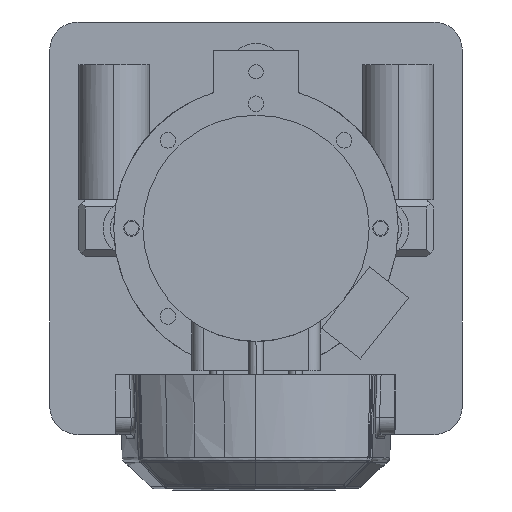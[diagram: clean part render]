
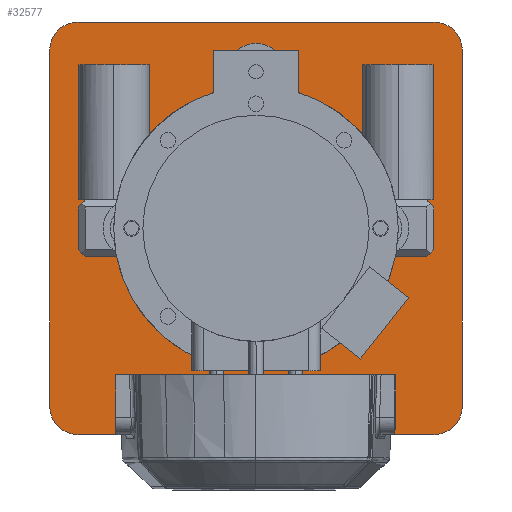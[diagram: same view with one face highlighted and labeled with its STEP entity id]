
A CAD part, left-side view. The second image highlights one B-rep face of the part: STEP entity #32577.
In plain terms, the highlighted planar face has unit normal (-1, 0, 0).
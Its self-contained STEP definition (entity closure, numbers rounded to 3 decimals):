
#32160=CARTESIAN_POINT('Vertex',(204.5,20.,110.)) ;
#32163=CARTESIAN_POINT('Axis2P3D Location',(204.5,0.,110.)) ;
#32167=CARTESIAN_POINT('Vertex',(204.5,-20.,110.)) ;
#32182=CARTESIAN_POINT('Axis2P3D Location',(204.5,0.,110.)) ;
#32203=CARTESIAN_POINT('Vertex',(204.5,120.,-20.)) ;
#32206=CARTESIAN_POINT('Line Origine',(204.5,96.142,-20.)) ;
#32210=CARTESIAN_POINT('Vertex',(204.5,72.284,-20.)) ;
#32230=CARTESIAN_POINT('Axis2P3D Location',(204.5,0.,0.)) ;
#32234=CARTESIAN_POINT('Vertex',(204.5,-72.284,-20.)) ;
#32249=CARTESIAN_POINT('Line Origine',(204.5,-96.142,-20.)) ;
#32253=CARTESIAN_POINT('Vertex',(204.5,-120.,-20.)) ;
#32273=CARTESIAN_POINT('Line Origine',(204.5,-122.5,-17.5)) ;
#32277=CARTESIAN_POINT('Vertex',(204.5,-125.,-15.)) ;
#32298=CARTESIAN_POINT('Line Origine',(204.5,-125.,0.)) ;
#32302=CARTESIAN_POINT('Vertex',(204.5,-125.,15.)) ;
#32322=CARTESIAN_POINT('Line Origine',(204.5,-122.5,17.5)) ;
#32326=CARTESIAN_POINT('Vertex',(204.5,-120.,20.)) ;
#32349=CARTESIAN_POINT('Line Origine',(204.5,-96.142,20.)) ;
#32353=CARTESIAN_POINT('Vertex',(204.5,-72.284,20.)) ;
#32372=CARTESIAN_POINT('Axis2P3D Location',(204.5,0.,0.)) ;
#32376=CARTESIAN_POINT('Vertex',(204.5,72.284,20.)) ;
#32396=CARTESIAN_POINT('Line Origine',(204.5,96.142,20.)) ;
#32400=CARTESIAN_POINT('Vertex',(204.5,120.,20.)) ;
#32424=CARTESIAN_POINT('Line Origine',(204.5,122.5,17.5)) ;
#32428=CARTESIAN_POINT('Vertex',(204.5,125.,15.)) ;
#32451=CARTESIAN_POINT('Line Origine',(204.5,125.,0.)) ;
#32455=CARTESIAN_POINT('Vertex',(204.5,125.,-15.)) ;
#32475=CARTESIAN_POINT('Line Origine',(204.5,122.5,-17.5)) ;
#32488=CARTESIAN_POINT('Axis2P3D Location',(204.5,0.,0.)) ;
#32493=CARTESIAN_POINT('Line Origine',(204.5,145.,0.)) ;
#32497=CARTESIAN_POINT('Vertex',(204.5,145.,125.)) ;
#32499=CARTESIAN_POINT('Vertex',(204.5,145.,-125.)) ;
#32502=CARTESIAN_POINT('Axis2P3D Location',(204.5,125.,-125.)) ;
#32506=CARTESIAN_POINT('Vertex',(204.5,125.,-145.)) ;
#32509=CARTESIAN_POINT('Line Origine',(204.5,0.,-145.)) ;
#32513=CARTESIAN_POINT('Vertex',(204.5,-125.,-145.)) ;
#32516=CARTESIAN_POINT('Axis2P3D Location',(204.5,-125.,-125.)) ;
#32520=CARTESIAN_POINT('Vertex',(204.5,-145.,-125.)) ;
#32523=CARTESIAN_POINT('Line Origine',(204.5,-145.,0.)) ;
#32527=CARTESIAN_POINT('Vertex',(204.5,-145.,125.)) ;
#32530=CARTESIAN_POINT('Axis2P3D Location',(204.5,-125.,125.)) ;
#32534=CARTESIAN_POINT('Vertex',(204.5,-125.,145.)) ;
#32537=CARTESIAN_POINT('Line Origine',(204.5,0.,145.)) ;
#32541=CARTESIAN_POINT('Vertex',(204.5,125.,145.)) ;
#32544=CARTESIAN_POINT('Axis2P3D Location',(204.5,125.,125.)) ;
#32164=DIRECTION('Axis2P3D Direction',(-1.,0.,0.)) ;
#32183=DIRECTION('Axis2P3D Direction',(-1.,0.,0.)) ;
#32207=DIRECTION('Vector Direction',(0.,1.,0.)) ;
#32231=DIRECTION('Axis2P3D Direction',(-1.,0.,0.)) ;
#32250=DIRECTION('Vector Direction',(0.,1.,0.)) ;
#32274=DIRECTION('Vector Direction',(0.,-0.707,0.707)) ;
#32299=DIRECTION('Vector Direction',(0.,0.,1.)) ;
#32323=DIRECTION('Vector Direction',(0.,-0.707,-0.707)) ;
#32350=DIRECTION('Vector Direction',(0.,-1.,0.)) ;
#32373=DIRECTION('Axis2P3D Direction',(-1.,0.,0.)) ;
#32397=DIRECTION('Vector Direction',(0.,-1.,0.)) ;
#32425=DIRECTION('Vector Direction',(0.,-0.707,0.707)) ;
#32452=DIRECTION('Vector Direction',(0.,0.,-1.)) ;
#32476=DIRECTION('Vector Direction',(0.,-0.707,-0.707)) ;
#32489=DIRECTION('Axis2P3D Direction',(-1.,0.,0.)) ;
#32490=DIRECTION('Axis2P3D XDirection',(0.,-1.,0.)) ;
#32494=DIRECTION('Vector Direction',(0.,0.,-1.)) ;
#32503=DIRECTION('Axis2P3D Direction',(-1.,0.,0.)) ;
#32510=DIRECTION('Vector Direction',(0.,1.,0.)) ;
#32517=DIRECTION('Axis2P3D Direction',(-1.,0.,0.)) ;
#32524=DIRECTION('Vector Direction',(0.,0.,1.)) ;
#32531=DIRECTION('Axis2P3D Direction',(-1.,0.,0.)) ;
#32538=DIRECTION('Vector Direction',(0.,-1.,0.)) ;
#32545=DIRECTION('Axis2P3D Direction',(-1.,0.,0.)) ;
#32165=AXIS2_PLACEMENT_3D('Circle Axis2P3D',#32163,#32164,$) ;
#32184=AXIS2_PLACEMENT_3D('Circle Axis2P3D',#32182,#32183,$) ;
#32232=AXIS2_PLACEMENT_3D('Circle Axis2P3D',#32230,#32231,$) ;
#32374=AXIS2_PLACEMENT_3D('Circle Axis2P3D',#32372,#32373,$) ;
#32491=AXIS2_PLACEMENT_3D('Plane Axis2P3D',#32488,#32489,#32490) ;
#32504=AXIS2_PLACEMENT_3D('Circle Axis2P3D',#32502,#32503,$) ;
#32518=AXIS2_PLACEMENT_3D('Circle Axis2P3D',#32516,#32517,$) ;
#32532=AXIS2_PLACEMENT_3D('Circle Axis2P3D',#32530,#32531,$) ;
#32546=AXIS2_PLACEMENT_3D('Circle Axis2P3D',#32544,#32545,$) ;
#32550=ORIENTED_EDGE('',*,*,#32501,.T.) ;
#32551=ORIENTED_EDGE('',*,*,#32508,.F.) ;
#32552=ORIENTED_EDGE('',*,*,#32515,.T.) ;
#32553=ORIENTED_EDGE('',*,*,#32522,.F.) ;
#32554=ORIENTED_EDGE('',*,*,#32529,.T.) ;
#32555=ORIENTED_EDGE('',*,*,#32536,.F.) ;
#32556=ORIENTED_EDGE('',*,*,#32543,.T.) ;
#32557=ORIENTED_EDGE('',*,*,#32548,.F.) ;
#32560=ORIENTED_EDGE('',*,*,#32479,.F.) ;
#32561=ORIENTED_EDGE('',*,*,#32457,.F.) ;
#32562=ORIENTED_EDGE('',*,*,#32430,.F.) ;
#32563=ORIENTED_EDGE('',*,*,#32402,.F.) ;
#32564=ORIENTED_EDGE('',*,*,#32378,.F.) ;
#32565=ORIENTED_EDGE('',*,*,#32355,.F.) ;
#32566=ORIENTED_EDGE('',*,*,#32328,.F.) ;
#32567=ORIENTED_EDGE('',*,*,#32304,.F.) ;
#32568=ORIENTED_EDGE('',*,*,#32279,.F.) ;
#32569=ORIENTED_EDGE('',*,*,#32255,.F.) ;
#32570=ORIENTED_EDGE('',*,*,#32236,.F.) ;
#32571=ORIENTED_EDGE('',*,*,#32212,.F.) ;
#32574=ORIENTED_EDGE('',*,*,#32186,.F.) ;
#32575=ORIENTED_EDGE('',*,*,#32169,.F.) ;
#32572=FACE_BOUND('',#32559,.T.) ;
#32576=FACE_BOUND('',#32573,.T.) ;
#32208=VECTOR('Line Direction',#32207,1.) ;
#32251=VECTOR('Line Direction',#32250,1.) ;
#32275=VECTOR('Line Direction',#32274,1.) ;
#32300=VECTOR('Line Direction',#32299,1.) ;
#32324=VECTOR('Line Direction',#32323,1.) ;
#32351=VECTOR('Line Direction',#32350,1.) ;
#32398=VECTOR('Line Direction',#32397,1.) ;
#32426=VECTOR('Line Direction',#32425,1.) ;
#32453=VECTOR('Line Direction',#32452,1.) ;
#32477=VECTOR('Line Direction',#32476,1.) ;
#32495=VECTOR('Line Direction',#32494,1.) ;
#32511=VECTOR('Line Direction',#32510,1.) ;
#32525=VECTOR('Line Direction',#32524,1.) ;
#32539=VECTOR('Line Direction',#32538,1.) ;
#32577=ADVANCED_FACE('Part1.1.1\\PartBody',(#32558,#32572,#32576),#32492,.T.) ;
#32166=CIRCLE('generated circle',#32165,20.) ;
#32185=CIRCLE('generated circle',#32184,20.) ;
#32233=CIRCLE('generated circle',#32232,75.) ;
#32375=CIRCLE('generated circle',#32374,75.) ;
#32505=CIRCLE('generated circle',#32504,20.) ;
#32519=CIRCLE('generated circle',#32518,20.) ;
#32533=CIRCLE('generated circle',#32532,20.) ;
#32547=CIRCLE('generated circle',#32546,20.) ;
#32169=EDGE_CURVE('',#32161,#32168,#32166,.T.) ;
#32186=EDGE_CURVE('',#32168,#32161,#32185,.T.) ;
#32212=EDGE_CURVE('',#32204,#32211,#32209,.F.) ;
#32236=EDGE_CURVE('',#32211,#32235,#32233,.T.) ;
#32255=EDGE_CURVE('',#32235,#32254,#32252,.F.) ;
#32279=EDGE_CURVE('',#32254,#32278,#32276,.T.) ;
#32304=EDGE_CURVE('',#32278,#32303,#32301,.T.) ;
#32328=EDGE_CURVE('',#32303,#32327,#32325,.F.) ;
#32355=EDGE_CURVE('',#32327,#32354,#32352,.F.) ;
#32378=EDGE_CURVE('',#32354,#32377,#32375,.T.) ;
#32402=EDGE_CURVE('',#32377,#32401,#32399,.F.) ;
#32430=EDGE_CURVE('',#32401,#32429,#32427,.F.) ;
#32457=EDGE_CURVE('',#32429,#32456,#32454,.T.) ;
#32479=EDGE_CURVE('',#32456,#32204,#32478,.T.) ;
#32501=EDGE_CURVE('',#32498,#32500,#32496,.T.) ;
#32508=EDGE_CURVE('',#32507,#32500,#32505,.F.) ;
#32515=EDGE_CURVE('',#32507,#32514,#32512,.F.) ;
#32522=EDGE_CURVE('',#32521,#32514,#32519,.F.) ;
#32529=EDGE_CURVE('',#32521,#32528,#32526,.T.) ;
#32536=EDGE_CURVE('',#32535,#32528,#32533,.F.) ;
#32543=EDGE_CURVE('',#32535,#32542,#32540,.F.) ;
#32548=EDGE_CURVE('',#32498,#32542,#32547,.F.) ;
#32549=EDGE_LOOP('',(#32550,#32551,#32552,#32553,#32554,#32555,#32556,#32557)) ;
#32559=EDGE_LOOP('',(#32560,#32561,#32562,#32563,#32564,#32565,#32566,#32567,#32568,#32569,#32570,#32571)) ;
#32573=EDGE_LOOP('',(#32574,#32575)) ;
#32558=FACE_OUTER_BOUND('',#32549,.T.) ;
#32209=LINE('Line',#32206,#32208) ;
#32252=LINE('Line',#32249,#32251) ;
#32276=LINE('Line',#32273,#32275) ;
#32301=LINE('Line',#32298,#32300) ;
#32325=LINE('Line',#32322,#32324) ;
#32352=LINE('Line',#32349,#32351) ;
#32399=LINE('Line',#32396,#32398) ;
#32427=LINE('Line',#32424,#32426) ;
#32454=LINE('Line',#32451,#32453) ;
#32478=LINE('Line',#32475,#32477) ;
#32496=LINE('Line',#32493,#32495) ;
#32512=LINE('Line',#32509,#32511) ;
#32526=LINE('Line',#32523,#32525) ;
#32540=LINE('Line',#32537,#32539) ;
#32492=PLANE('',#32491) ;
#32161=VERTEX_POINT('',#32160) ;
#32168=VERTEX_POINT('',#32167) ;
#32204=VERTEX_POINT('',#32203) ;
#32211=VERTEX_POINT('',#32210) ;
#32235=VERTEX_POINT('',#32234) ;
#32254=VERTEX_POINT('',#32253) ;
#32278=VERTEX_POINT('',#32277) ;
#32303=VERTEX_POINT('',#32302) ;
#32327=VERTEX_POINT('',#32326) ;
#32354=VERTEX_POINT('',#32353) ;
#32377=VERTEX_POINT('',#32376) ;
#32401=VERTEX_POINT('',#32400) ;
#32429=VERTEX_POINT('',#32428) ;
#32456=VERTEX_POINT('',#32455) ;
#32498=VERTEX_POINT('',#32497) ;
#32500=VERTEX_POINT('',#32499) ;
#32507=VERTEX_POINT('',#32506) ;
#32514=VERTEX_POINT('',#32513) ;
#32521=VERTEX_POINT('',#32520) ;
#32528=VERTEX_POINT('',#32527) ;
#32535=VERTEX_POINT('',#32534) ;
#32542=VERTEX_POINT('',#32541) ;
